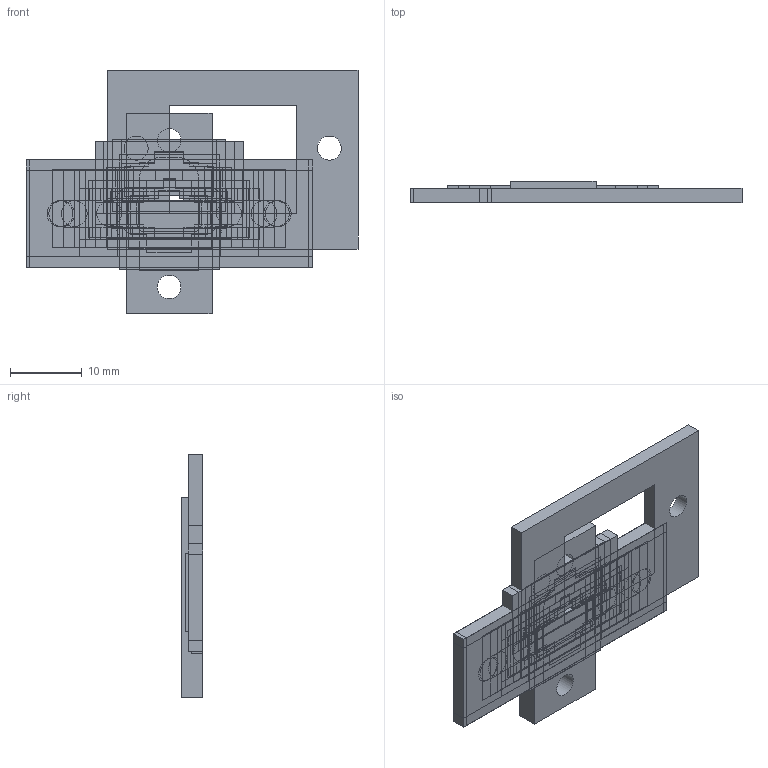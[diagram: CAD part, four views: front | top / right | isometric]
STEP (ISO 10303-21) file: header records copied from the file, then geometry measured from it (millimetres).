
FILE_DESCRIPTION(/* description */ (''),/* implementation_level */ '2;1');
FILE_NAME(/* name */ 'Panel Mount Profiles.step',/* time_stamp */ '2023-03-16T11:10:07-05:00',/* author */ (''),/* organization */ (''),/* preprocessor_version */ 'ST-DEVELOPER v19.2',/* originating_system */ 'Autodesk Translation Framework v11.17.0.187',/* authorisation */ '');
FILE_SCHEMA (('AUTOMOTIVE_DESIGN { 1 0 10303 214 3 1 1 }'));
Length unit declared in the file: millimetre
Products named in the file (30): Panel Mount Profiles; Molex Micro Fit 3; MF3 1R 2P; MF3 1R 3P; MF3 1R 4P; MF3 1R 5P; MF3 2R 2P; MF3 2R 4P; MF3 2R 6P; MF3 2R 8P; MF3 2R 10P; MF3 2R 12P; MF3 2R 14P; MF3 2R 16P; Fans; USB; USB-C; USB A; USB B; JST SM; JST SM 2P; JST SM 3P; JST SM 4P; JST SM 5P; Other Connectors; RJ-45; HDMI; XT60; Molex Mini Fit Jr; Mini Fit Jr 2R 2P
Assembly tree (29 placements, depth 3):
  Panel Mount Profiles
    Molex Micro Fit 3
      MF3 1R 2P
      MF3 1R 3P
      MF3 1R 4P
      MF3 1R 5P
      MF3 2R 2P
      MF3 2R 4P
      MF3 2R 6P
      MF3 2R 8P
      MF3 2R 10P
      MF3 2R 12P
      MF3 2R 14P
      MF3 2R 16P
    Fans
    USB
      USB-C
      USB A
      USB B
    JST SM
      JST SM 2P
      JST SM 3P
      JST SM 4P
      JST SM 5P
    Other Connectors
      RJ-45
      HDMI
      XT60
    Molex Mini Fit Jr
      Mini Fit Jr 2R 2P
Bounding box: 46.4 x 3 x 34.05 mm (x, y, z)
Surface area: 13955.4 mm2
Topology: 23 solids, 23 shells, 460 faces, 1242 edges, 828 vertices
Faces by surface type: plane 438, cylinder 22
Full cylindrical faces by diameter (mm): 3.3 x2, 3.35 x2, 3.5 x2, 3.6 x6
Entity records: 15198 total; most frequent: CARTESIAN_POINT 2589, ORIENTED_EDGE 2484, DIRECTION 2324, EDGE_CURVE 1242, LINE 1198, VECTOR 1198, VERTEX_POINT 828, AXIS2_PLACEMENT_3D 563
